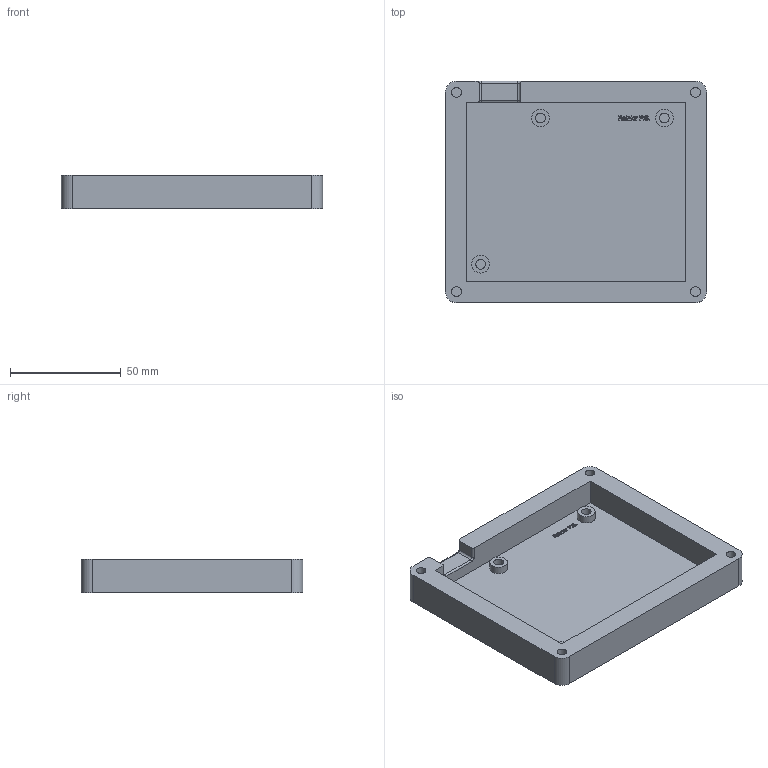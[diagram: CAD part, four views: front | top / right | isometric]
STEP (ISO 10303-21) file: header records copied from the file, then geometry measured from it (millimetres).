
FILE_DESCRIPTION(/* description */ (''),/* implementation_level */ '2;1');
FILE_NAME(/* name */ 'Bottom.step',/* time_stamp */ '2025-07-04T22:15:41+07:00',/* author */ (''),/* organization */ (''),/* preprocessor_version */ 'ST-DEVELOPER v20.1',/* originating_system */ 'Autodesk Translation Framework v14.10.0.0',/* authorisation */ '');
FILE_SCHEMA (('AUTOMOTIVE_DESIGN { 1 0 10303 214 3 1 1 }'));
Length unit declared in the file: millimetre
Products named in the file (1): 2025-07-04-22-15-41-625
Bounding box: 118 x 100 x 15 mm (x, y, z)
Volume: 79391 mm3; surface area: 34906.2 mm2
Topology: 1 solids, 1 shells, 260 faces, 685 edges, 454 vertices
Faces by surface type: bspline 127, plane 107, cylinder 22, torus 4
Full cylindrical faces by diameter (mm): 4.4 x7, 8 x3
Entity records: 9196 total; most frequent: CARTESIAN_POINT 3559, ORIENTED_EDGE 1370, DIRECTION 747, EDGE_CURVE 685, VERTEX_POINT 454, LINE 383, VECTOR 383, EDGE_LOOP 287
